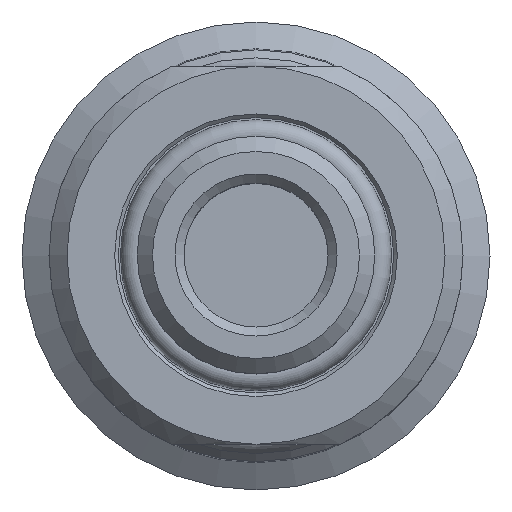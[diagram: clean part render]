
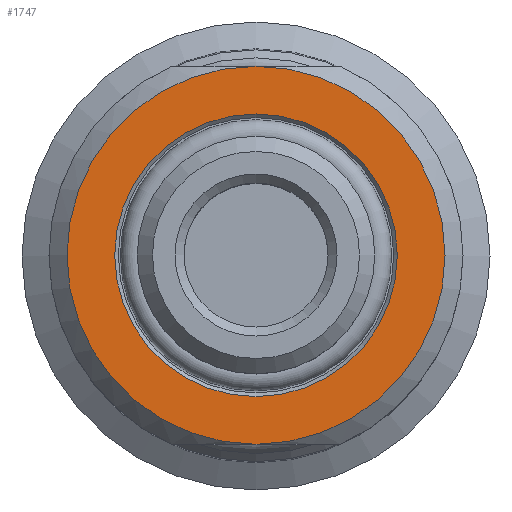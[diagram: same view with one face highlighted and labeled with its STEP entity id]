
A CAD part, top view. The second image highlights one B-rep face of the part: STEP entity #1747.
In plain terms, the highlighted planar face has unit normal (0, 0, 1).
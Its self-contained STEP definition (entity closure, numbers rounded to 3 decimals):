
#201=CIRCLE('',#2755,10.5);
#202=CIRCLE('',#2756,10.5);
#203=CIRCLE('',#2757,7.85);
#666=ORIENTED_EDGE('',*,*,#999,.F.);
#667=ORIENTED_EDGE('',*,*,#1000,.F.);
#668=ORIENTED_EDGE('',*,*,#1001,.T.);
#999=EDGE_CURVE('',#1488,#1476,#201,.T.);
#1000=EDGE_CURVE('',#1476,#1488,#202,.T.);
#1001=EDGE_CURVE('',#1491,#1491,#203,.T.);
#1244=EDGE_LOOP('',(#666,#667));
#1245=EDGE_LOOP('',(#668));
#1312=PLANE('',#2754);
#1476=VERTEX_POINT('',#4171);
#1488=VERTEX_POINT('',#4216);
#1491=VERTEX_POINT('',#4230);
#1602=FACE_BOUND('',#1244,.T.);
#1603=FACE_BOUND('',#1245,.T.);
#1747=ADVANCED_FACE('',(#1602,#1603),#1312,.F.);
#2754=AXIS2_PLACEMENT_3D('',#4226,#3197,#3198);
#2755=AXIS2_PLACEMENT_3D('',#4227,#3199,#3200);
#2756=AXIS2_PLACEMENT_3D('',#4228,#3201,#3202);
#2757=AXIS2_PLACEMENT_3D('',#4229,#3203,#3204);
#3197=DIRECTION('',(0.,0.,-1.));
#3198=DIRECTION('',(-1.,0.,0.));
#3199=DIRECTION('',(0.,0.,-1.));
#3200=DIRECTION('',(-1.,0.,0.));
#3201=DIRECTION('',(0.,0.,-1.));
#3202=DIRECTION('',(-1.,0.,0.));
#3203=DIRECTION('',(0.,0.,-1.));
#3204=DIRECTION('',(-1.,0.,0.));
#4171=CARTESIAN_POINT('',(0.,10.5,13.464));
#4216=CARTESIAN_POINT('',(0.,-10.5,13.464));
#4226=CARTESIAN_POINT('',(-7.85,0.,13.464));
#4227=CARTESIAN_POINT('',(0.,0.,13.464));
#4228=CARTESIAN_POINT('',(0.,0.,13.464));
#4229=CARTESIAN_POINT('',(0.,0.,13.464));
#4230=CARTESIAN_POINT('',(-7.85,0.,13.464));
